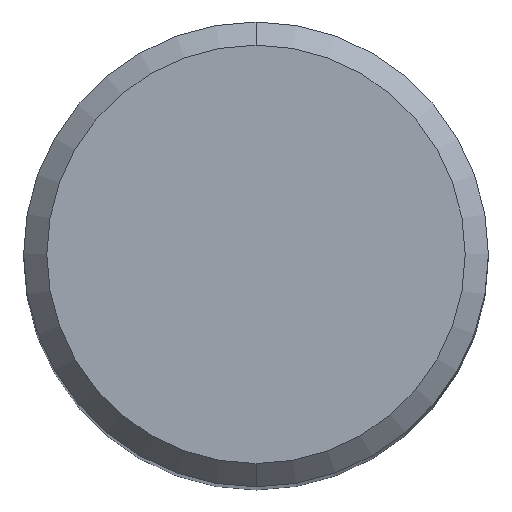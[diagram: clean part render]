
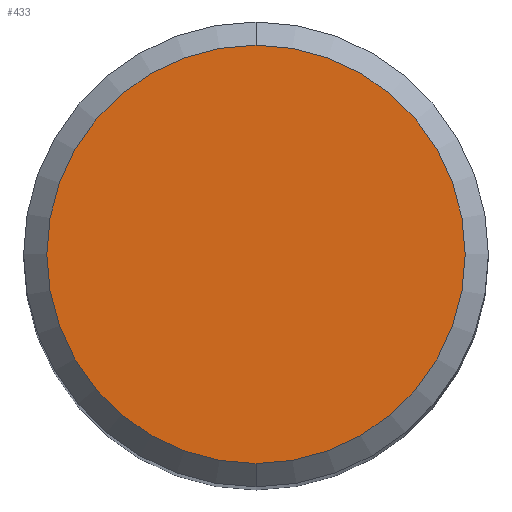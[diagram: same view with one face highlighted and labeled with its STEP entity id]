
A CAD part, top view. The second image highlights one B-rep face of the part: STEP entity #433.
In plain terms, the highlighted planar face has unit normal (0, 0, 1).
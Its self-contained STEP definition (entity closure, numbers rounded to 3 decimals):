
#273=VERTEX_POINT('',#575);
#343=VERTEX_POINT('',#650);
#401=EDGE_CURVE('',#273,#343,#715,.T.);
#431=EDGE_CURVE('',#343,#273,#749,.T.);
#433=ADVANCED_FACE('',(#751),#752,.T.);
#575=CARTESIAN_POINT('',(0.0,4.5,0.0));
#650=CARTESIAN_POINT('',(0.,-4.5,0.0));
#715=CIRCLE('',#1312,4.5);
#749=CIRCLE('',#1373,4.5);
#751=FACE_OUTER_BOUND('',#1375,.T.);
#752=PLANE('',#1376);
#1312=AXIS2_PLACEMENT_3D('',#1697,#1698,#1699);
#1373=AXIS2_PLACEMENT_3D('',#1739,#1740,#1741);
#1375=EDGE_LOOP('',(#1743,#1744));
#1376=AXIS2_PLACEMENT_3D('',#1745,#1746,#1747);
#1697=CARTESIAN_POINT('',(0.0,0.0,0.0));
#1698=DIRECTION('',(0.0,0.0,-1.0));
#1699=DIRECTION('',(0.0,1.0,0.0));
#1739=CARTESIAN_POINT('',(0.0,0.0,0.0));
#1740=DIRECTION('',(0.0,0.0,-1.0));
#1741=DIRECTION('',(0.0,1.0,0.0));
#1743=ORIENTED_EDGE('',*,*,#401,.F.);
#1744=ORIENTED_EDGE('',*,*,#431,.F.);
#1745=CARTESIAN_POINT('',(0.0,2.25,0.0));
#1746=DIRECTION('',(-0.0,0.0,1.0));
#1747=DIRECTION('',(0.0,-1.0,0.0));
